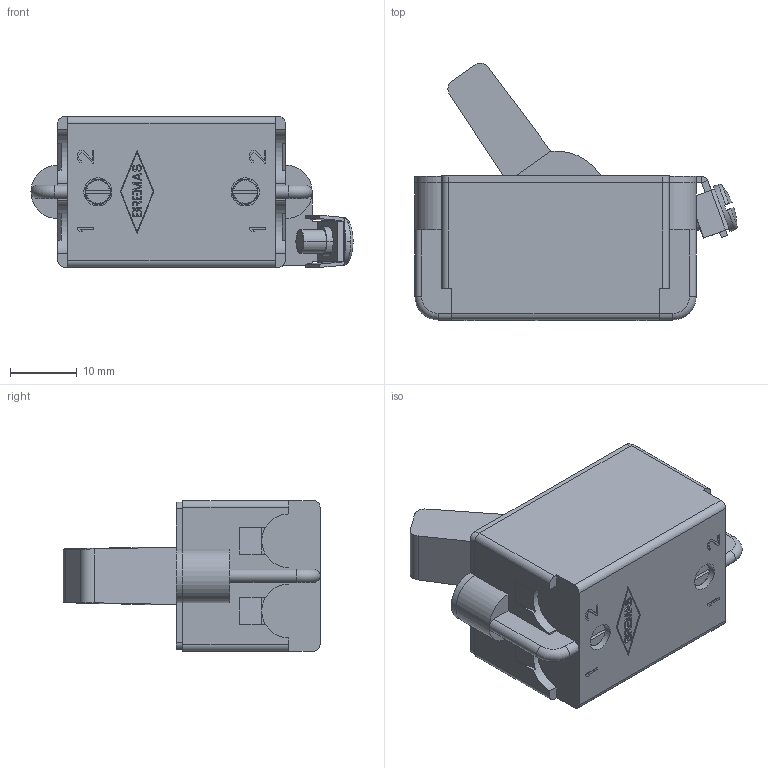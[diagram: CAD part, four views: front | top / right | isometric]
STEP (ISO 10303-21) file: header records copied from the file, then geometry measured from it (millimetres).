
FILE_DESCRIPTION((''),'2;1');
FILE_NAME('LEA202R_ASM','2024-02-20T12:36:25',('alessandro.mingotti'),(''),'CREO PARAMETRIC BY PTC INC, 2022014','CREO PARAMETRIC BY PTC INC, 2022014','');
FILE_SCHEMA(('CONFIG_CONTROL_DESIGN'));
Length unit declared in the file: millimetre
Products named in the file (7): VA2072_PER_CLIENTE; VA2077; VA2073; VA2082; 3147A; 6103; LEA202R_ASM
Assembly tree (7 placements, depth 2):
  LEA202R_ASM
    VA2072_PER_CLIENTE
    VA2077
    VA2073
    VA2082  x2
    3147A
    6103
Bounding box: 48.11 x 38.45 x 22.54 mm (x, y, z)
Volume: 19329.4 mm3; surface area: 8446.8 mm2
Topology: 7 solids, 8 shells, 571 faces, 1533 edges, 1006 vertices
Faces by surface type: plane 478, cylinder 69, torus 18, cone 4, sphere 2
Entity records: 17539 total; most frequent: CARTESIAN_POINT 3175, ORIENTED_EDGE 3002, DIRECTION 2827, EDGE_CURVE 1503, VECTOR 1295, LINE 1295, VERTEX_POINT 986, AXIS2_PLACEMENT_3D 766
